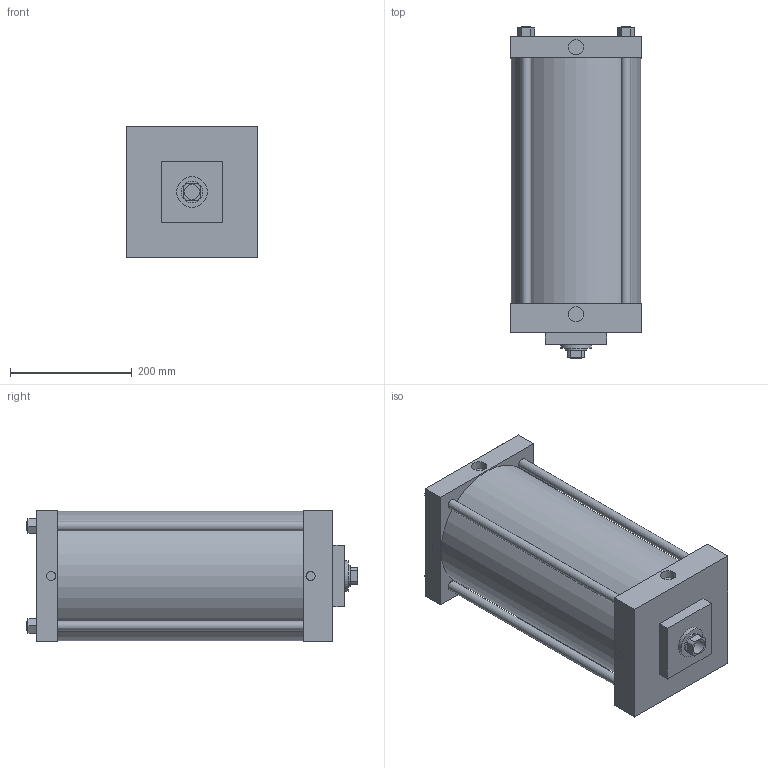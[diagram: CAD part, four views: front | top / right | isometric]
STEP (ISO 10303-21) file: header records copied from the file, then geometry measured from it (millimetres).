
FILE_DESCRIPTION((' Parasolid data model '),'2;1');
FILE_NAME('GSSL','1999-12-15T14:50:56+00:00',(' GSSL '),(' GSSL Pune '),'','GSSL Pune','Author');
FILE_SCHEMA(('CONFIG_CONTROL_DESIGN'));
Length unit declared in the file: millimetre
Bounding box: 215.9 x 544.51 x 215.9 mm (x, y, z)
Surface area: 559298.3 mm2 (no closed solid volume)
Topology: 0 solids, 6 shells, 93 faces, 234 edges, 168 vertices
Faces by surface type: plane 67, cylinder 26
Full cylindrical faces by diameter (mm): 15.081 x4, 15.875 x8, 19.05 x4, 25.118 x2, 25.4 x1, 34.925 x1, 50.8 x1, 212.725 x1
Entity records: 2665 total; most frequent: CARTESIAN_POINT 450, DIRECTION 428, ORIENTED_EDGE 357, EDGE_CURVE 204, VERTEX_POINT 160, LINE 152, VECTOR 152, EDGE_LOOP 150
